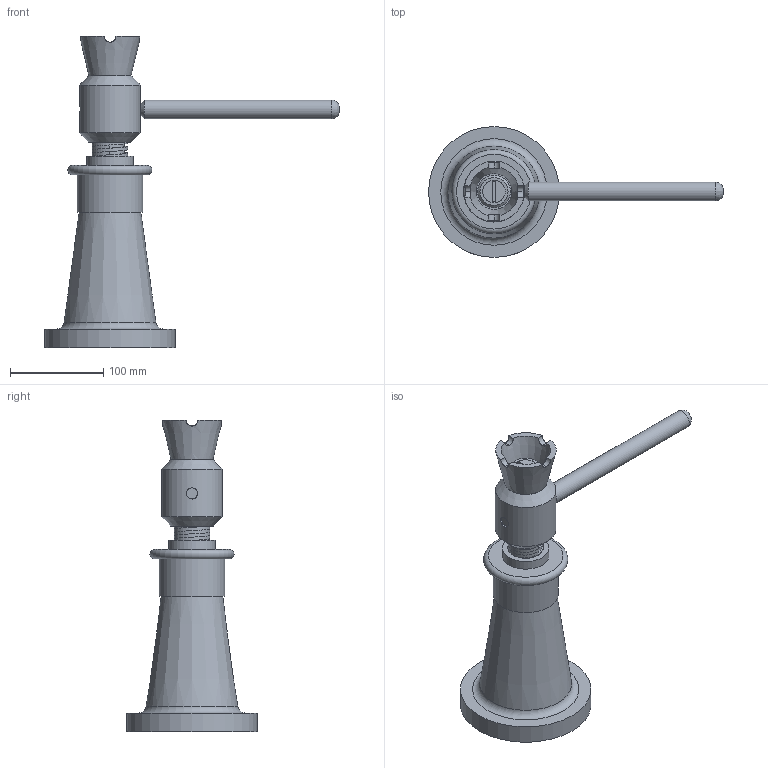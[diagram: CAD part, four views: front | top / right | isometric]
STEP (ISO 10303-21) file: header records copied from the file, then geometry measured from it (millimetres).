
FILE_DESCRIPTION(/* description */ (''),/* implementation_level */ '2;1');
FILE_NAME(/* name */ 'structure2.step',/* time_stamp */ '2024-07-15T18:33:06+05:30',/* author */ (''),/* organization */ (''),/* preprocessor_version */ 'ST-DEVELOPER v20',/* originating_system */ 'Autodesk Translation Framework v13.14.0.145',/* authorisation */ '');
FILE_SCHEMA (('AUTOMOTIVE_DESIGN { 1 0 10303 214 3 1 1 }'));
Length unit declared in the file: millimetre
Products named in the file (8): week 3 DONE; BODY; NUT; SCREW SPINDLE; CUP; TOMMY BAR; SPECIAL WASHER; SCREW
Assembly tree (7 placements, depth 2):
  week 3 DONE
    BODY
    NUT
    SCREW SPINDLE
    CUP
    TOMMY BAR
    SPECIAL WASHER
    SCREW
Bounding box: 315.5 x 140 x 333.27 mm (x, y, z)
Volume: 1135303.7 mm3; surface area: 235217.1 mm2
Topology: 7 solids, 7 shells, 214 faces, 639 edges, 419 vertices
Faces by surface type: cylinder 155, plane 27, cone 20, bspline 9, torus 3
Full cylindrical faces by diameter (mm): 8.526 x16, 9.836 x14, 10.198 x16, 11.834 x15, 12 x3, 20 x1, 22 x1, 31 x28, 35 x1, 38 x7, 38.145 x1, 50 x2, 65 x1, 70 x1, 100 x1, 140 x1
Entity records: 27244 total; most frequent: CARTESIAN_POINT 21800, ORIENTED_EDGE 1276, DIRECTION 812, EDGE_CURVE 638, VERTEX_POINT 419, B_SPLINE_CURVE_WITH_KNOTS 352, AXIS2_PLACEMENT_3D 312, EDGE_LOOP 247
